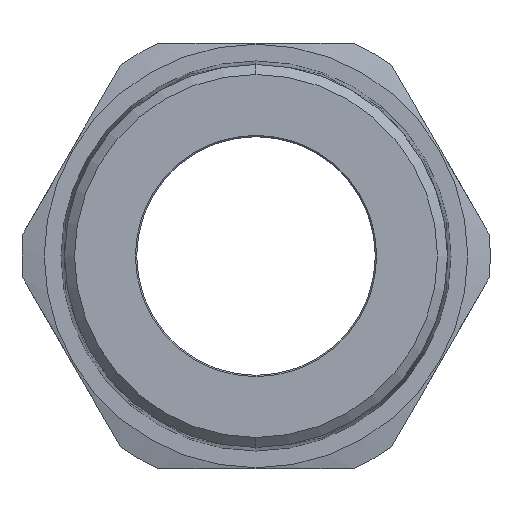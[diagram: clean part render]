
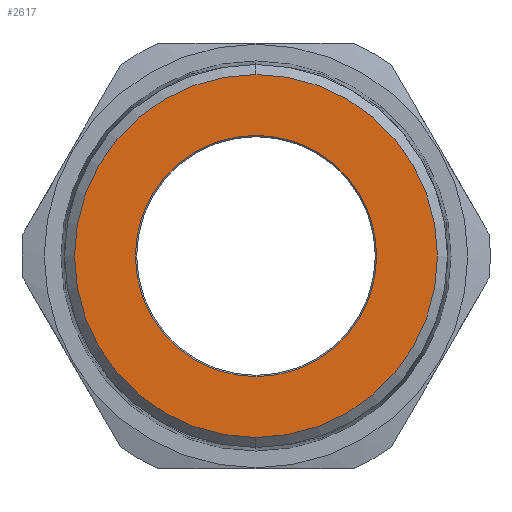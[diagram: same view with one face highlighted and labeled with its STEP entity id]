
A CAD part, left-side view. The second image highlights one B-rep face of the part: STEP entity #2617.
In plain terms, the highlighted planar face has unit normal (-1, 0, 0).
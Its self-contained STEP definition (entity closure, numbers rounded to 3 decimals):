
#60 = DIRECTION ( 'NONE',  ( 1., 0., 0. ) ) ;
#222 = EDGE_CURVE ( 'NONE', #657, #942, #3123, .T. ) ;
#288 = AXIS2_PLACEMENT_3D ( 'NONE', #398, #907, #3226 ) ;
#398 = CARTESIAN_POINT ( 'NONE',  ( -71.2, 0., 0. ) ) ;
#464 = CIRCLE ( 'NONE', #288, 34.109 ) ;
#575 = AXIS2_PLACEMENT_3D ( 'NONE', #2522, #688, #967 ) ;
#622 = VERTEX_POINT ( 'NONE', #2451 ) ;
#657 = VERTEX_POINT ( 'NONE', #1728 ) ;
#688 = DIRECTION ( 'NONE',  ( 1., 0., 0. ) ) ;
#701 = AXIS2_PLACEMENT_3D ( 'NONE', #1854, #60, #2104 ) ;
#827 = ORIENTED_EDGE ( 'NONE', *, *, #2759, .T. ) ;
#857 = DIRECTION ( 'NONE',  ( 0., 0., 1. ) ) ;
#907 = DIRECTION ( 'NONE',  ( -1., 0., 0. ) ) ;
#926 = ORIENTED_EDGE ( 'NONE', *, *, #2623, .T. ) ;
#942 = VERTEX_POINT ( 'NONE', #3094 ) ;
#967 = DIRECTION ( 'NONE',  ( 0., 0., 1. ) ) ;
#1099 = PLANE ( 'NONE',  #3351 ) ;
#1200 = CARTESIAN_POINT ( 'NONE',  ( -71.2, 0., 0. ) ) ;
#1449 = DIRECTION ( 'NONE',  ( -1., 0., 0. ) ) ;
#1557 = EDGE_LOOP ( 'NONE', ( #926, #2022 ) ) ;
#1618 = CARTESIAN_POINT ( 'NONE',  ( -71.2, 0., 0. ) ) ;
#1665 = CARTESIAN_POINT ( 'NONE',  ( -71.2, 0., -22.675 ) ) ;
#1718 = CIRCLE ( 'NONE', #575, 22.675 ) ;
#1728 = CARTESIAN_POINT ( 'NONE',  ( -71.2, 0., 34.109 ) ) ;
#1854 = CARTESIAN_POINT ( 'NONE',  ( -71.2, 0., 0. ) ) ;
#1966 = FACE_OUTER_BOUND ( 'NONE', #3157, .T. ) ;
#1984 = AXIS2_PLACEMENT_3D ( 'NONE', #1200, #1449, #2203 ) ;
#2022 = ORIENTED_EDGE ( 'NONE', *, *, #2869, .T. ) ;
#2104 = DIRECTION ( 'NONE',  ( 0., 0., 1. ) ) ;
#2203 = DIRECTION ( 'NONE',  ( 0., 0., 1. ) ) ;
#2287 = FACE_BOUND ( 'NONE', #1557, .T. ) ;
#2366 = DIRECTION ( 'NONE',  ( -1., 0., 0. ) ) ;
#2451 = CARTESIAN_POINT ( 'NONE',  ( -71.2, 0., 22.675 ) ) ;
#2522 = CARTESIAN_POINT ( 'NONE',  ( -71.2, 0., 0. ) ) ;
#2617 = ADVANCED_FACE ( 'NONE', ( #2287, #1966 ), #1099, .T. ) ;
#2623 = EDGE_CURVE ( 'NONE', #622, #3340, #3180, .T. ) ;
#2759 = EDGE_CURVE ( 'NONE', #942, #657, #464, .T. ) ;
#2869 = EDGE_CURVE ( 'NONE', #3340, #622, #1718, .T. ) ;
#3094 = CARTESIAN_POINT ( 'NONE',  ( -71.2, 0., -34.109 ) ) ;
#3123 = CIRCLE ( 'NONE', #1984, 34.109 ) ;
#3137 = ORIENTED_EDGE ( 'NONE', *, *, #222, .T. ) ;
#3157 = EDGE_LOOP ( 'NONE', ( #827, #3137 ) ) ;
#3180 = CIRCLE ( 'NONE', #701, 22.675 ) ;
#3226 = DIRECTION ( 'NONE',  ( 0., 0., 1. ) ) ;
#3340 = VERTEX_POINT ( 'NONE', #1665 ) ;
#3351 = AXIS2_PLACEMENT_3D ( 'NONE', #1618, #2366, #857 ) ;
